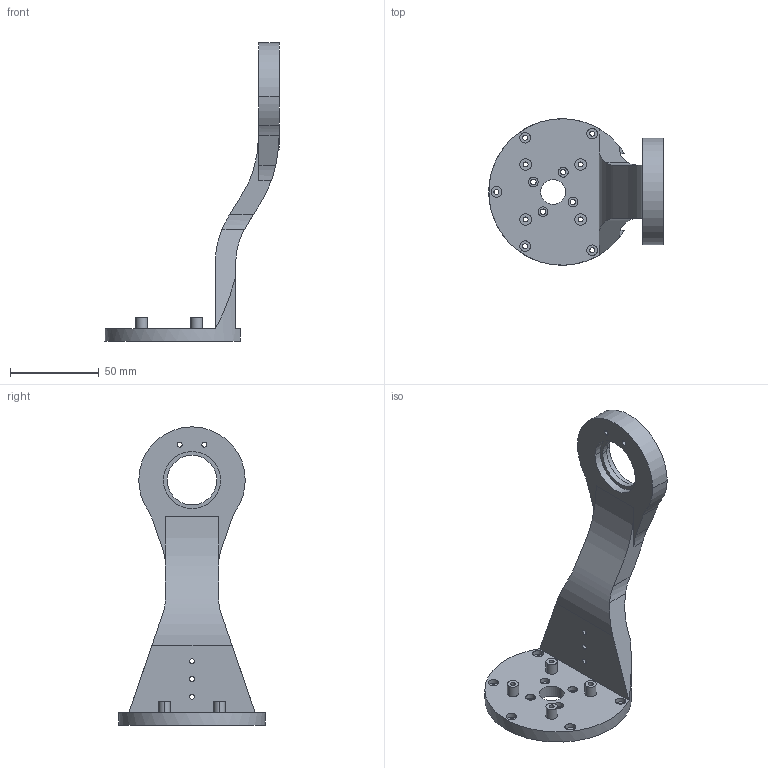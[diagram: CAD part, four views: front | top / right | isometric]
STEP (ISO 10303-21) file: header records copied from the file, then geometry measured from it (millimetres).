
FILE_DESCRIPTION (( 'STEP AP214' ), '1' );
FILE_NAME ('Bottom_lid_J5.STEP', '2024-05-08T10:52:46', ( '' ), ( '' ), 'SwSTEP 2.0', 'SolidWorks 2020', '' );
FILE_SCHEMA (( 'AUTOMOTIVE_DESIGN' ));
Length unit declared in the file: millimetre
Products named in the file (1): Bottom_lid_J5
Bounding box: 98.3 x 82.59 x 168.1 mm (x, y, z)
Volume: 109525.8 mm3; surface area: 32266.8 mm2
Topology: 1 solids, 1 shells, 114 faces, 287 edges, 190 vertices
Faces by surface type: cylinder 81, plane 31, bspline 2
Entity records: 3781 total; most frequent: CARTESIAN_POINT 813, DIRECTION 649, ORIENTED_EDGE 574, EDGE_CURVE 287, AXIS2_PLACEMENT_3D 270, VERTEX_POINT 190, EDGE_LOOP 169, CIRCLE 157
